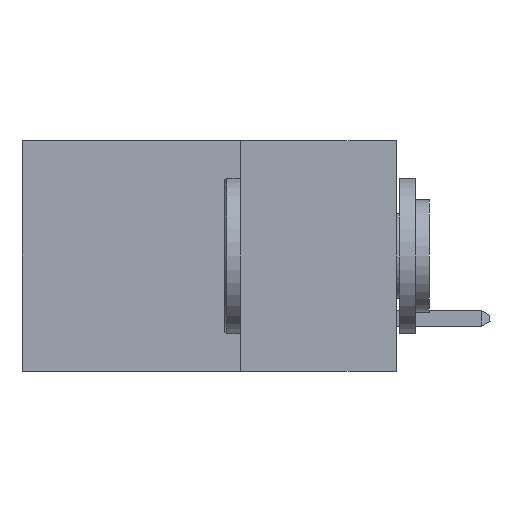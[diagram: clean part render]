
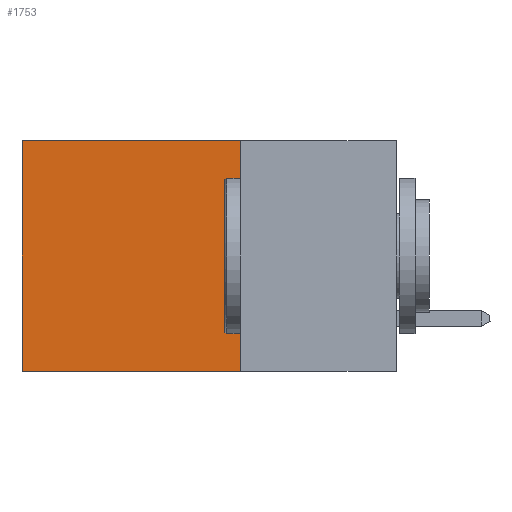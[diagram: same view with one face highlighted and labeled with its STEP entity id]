
A CAD part, left-side view. The second image highlights one B-rep face of the part: STEP entity #1753.
In plain terms, the highlighted planar face has unit normal (-1, 0, 0).
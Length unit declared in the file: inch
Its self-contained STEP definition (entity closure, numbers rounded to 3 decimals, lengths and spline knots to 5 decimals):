
#1718 = CARTESIAN_POINT ( 'NONE',  ( 0.298, 0.25, -0.37 ) ) ;
#1753 = ADVANCED_FACE ( 'NONE', ( #17379 ), #22534, .F. ) ;
#3411 = ORIENTED_EDGE ( 'NONE', *, *, #3838, .T. ) ;
#3838 = EDGE_CURVE ( 'NONE', #3912, #20727, #16182, .T. ) ;
#3912 = VERTEX_POINT ( 'NONE', #8617 ) ;
#4163 = CARTESIAN_POINT ( 'NONE',  ( 0.298, 0.6, -0.37 ) ) ;
#4900 = VECTOR ( 'NONE', #15344, 39.37008 ) ;
#5613 = VECTOR ( 'NONE', #11133, 39.37008 ) ;
#5949 = ORIENTED_EDGE ( 'NONE', *, *, #9823, .F. ) ;
#8524 = CARTESIAN_POINT ( 'NONE',  ( 0.298, 0.25, 0. ) ) ;
#8617 = CARTESIAN_POINT ( 'NONE',  ( 0.298, 0.6, 0. ) ) ;
#8746 = VECTOR ( 'NONE', #10626, 39.37008 ) ;
#9238 = VERTEX_POINT ( 'NONE', #23574 ) ;
#9321 = VERTEX_POINT ( 'NONE', #12025 ) ;
#9726 = DIRECTION ( 'NONE',  ( 0., 1., 0. ) ) ;
#9823 = EDGE_CURVE ( 'NONE', #9238, #20727, #18831, .T. ) ;
#10626 = DIRECTION ( 'NONE',  ( 0., 1., 0. ) ) ;
#11133 = DIRECTION ( 'NONE',  ( 0., 0., -1. ) ) ;
#11217 = ORIENTED_EDGE ( 'NONE', *, *, #18563, .F. ) ;
#12025 = CARTESIAN_POINT ( 'NONE',  ( 0.298, 0.25, 0. ) ) ;
#12499 = EDGE_LOOP ( 'NONE', ( #3411, #5949, #11217, #12549 ) ) ;
#12549 = ORIENTED_EDGE ( 'NONE', *, *, #16391, .T. ) ;
#13309 = CARTESIAN_POINT ( 'NONE',  ( 0.298, 0.25, 0. ) ) ;
#13492 = VECTOR ( 'NONE', #9726, 39.37008 ) ;
#15344 = DIRECTION ( 'NONE',  ( 0., 0., -1. ) ) ;
#16092 = LINE ( 'NONE', #13309, #4900 ) ;
#16182 = LINE ( 'NONE', #18016, #5613 ) ;
#16391 = EDGE_CURVE ( 'NONE', #9321, #3912, #19387, .T. ) ;
#16988 = CARTESIAN_POINT ( 'NONE',  ( 0.298, 0.25, 0. ) ) ;
#17379 = FACE_OUTER_BOUND ( 'NONE', #12499, .T. ) ;
#18016 = CARTESIAN_POINT ( 'NONE',  ( 0.298, 0.6, 0. ) ) ;
#18563 = EDGE_CURVE ( 'NONE', #9321, #9238, #16092, .T. ) ;
#18831 = LINE ( 'NONE', #1718, #13492 ) ;
#19387 = LINE ( 'NONE', #8524, #8746 ) ;
#20727 = VERTEX_POINT ( 'NONE', #4163 ) ;
#22190 = DIRECTION ( 'NONE',  ( 0., 0., -1. ) ) ;
#22388 = DIRECTION ( 'NONE',  ( 1., 0., 0. ) ) ;
#22534 = PLANE ( 'NONE',  #22880 ) ;
#22880 = AXIS2_PLACEMENT_3D ( 'NONE', #16988, #22388, #22190 ) ;
#23574 = CARTESIAN_POINT ( 'NONE',  ( 0.298, 0.25, -0.37 ) ) ;
